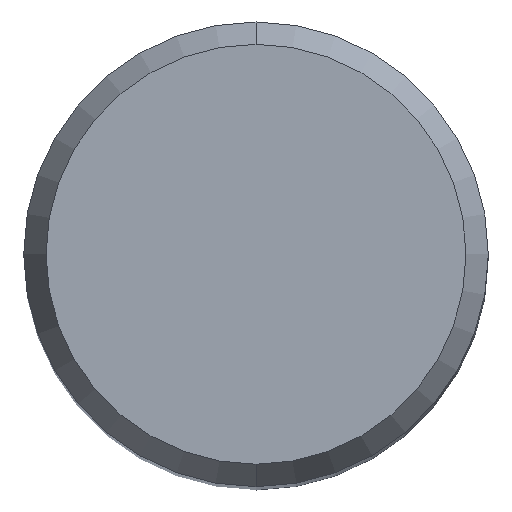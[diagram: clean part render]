
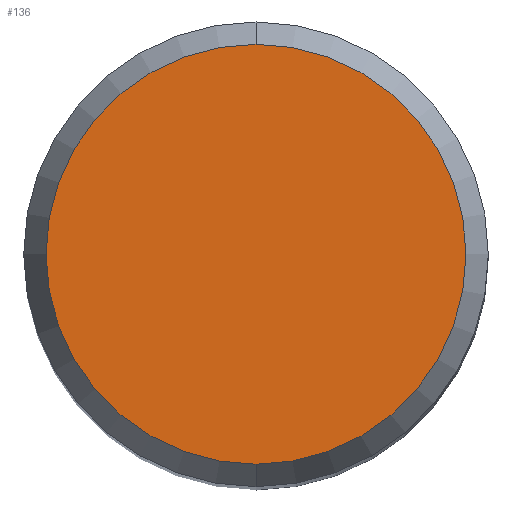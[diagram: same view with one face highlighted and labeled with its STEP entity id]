
A CAD part, top view. The second image highlights one B-rep face of the part: STEP entity #136.
In plain terms, the highlighted planar face has unit normal (0, 0, 1).
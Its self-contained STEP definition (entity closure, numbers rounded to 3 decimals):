
#104=EDGE_CURVE('',#176,#188,#243,.T.);
#136=ADVANCED_FACE('',(#282),#283,.T.);
#144=EDGE_CURVE('',#188,#176,#292,.T.);
#176=VERTEX_POINT('',#324);
#188=VERTEX_POINT('',#337);
#243=CIRCLE('',#394,4.304);
#282=FACE_OUTER_BOUND('',#441,.T.);
#283=PLANE('',#442);
#292=CIRCLE('',#455,4.304);
#324=CARTESIAN_POINT('',(0.0,4.304,0.01));
#337=CARTESIAN_POINT('',(0.,-4.304,0.01));
#394=AXIS2_PLACEMENT_3D('',#563,#564,#565);
#441=EDGE_LOOP('',(#625,#626));
#442=AXIS2_PLACEMENT_3D('',#627,#628,#629);
#455=AXIS2_PLACEMENT_3D('',#642,#643,#644);
#563=CARTESIAN_POINT('',(0.0,0.0,0.01));
#564=DIRECTION('',(0.0,0.0,-1.0));
#565=DIRECTION('',(0.0,1.0,0.0));
#625=ORIENTED_EDGE('',*,*,#104,.F.);
#626=ORIENTED_EDGE('',*,*,#144,.F.);
#627=CARTESIAN_POINT('',(0.0,2.152,0.01));
#628=DIRECTION('',(-0.0,0.0,1.0));
#629=DIRECTION('',(0.0,-1.0,0.0));
#642=CARTESIAN_POINT('',(0.0,0.0,0.01));
#643=DIRECTION('',(0.0,0.0,-1.0));
#644=DIRECTION('',(0.0,1.0,0.0));
